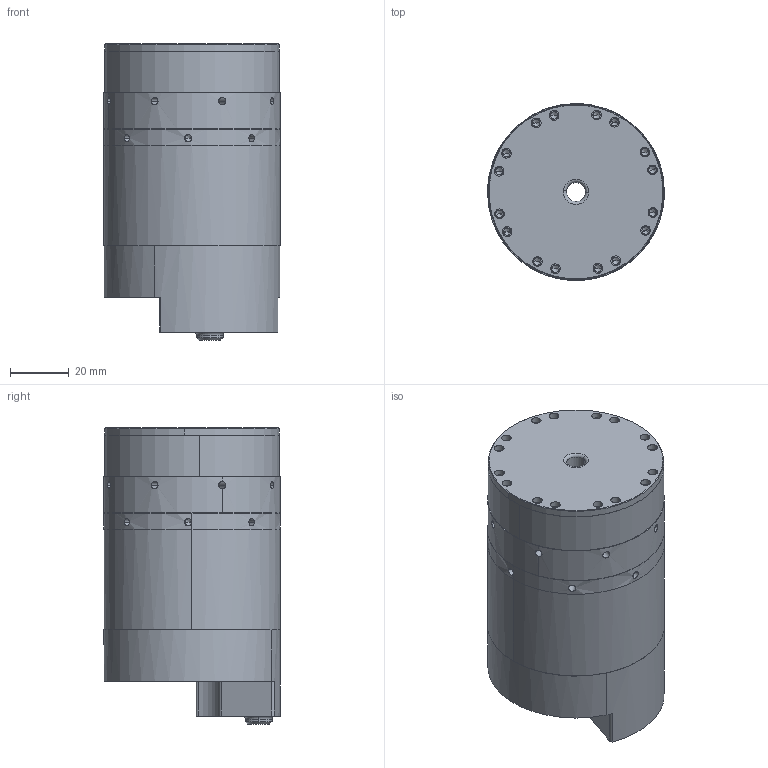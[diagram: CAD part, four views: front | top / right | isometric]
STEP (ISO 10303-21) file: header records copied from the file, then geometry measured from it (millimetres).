
FILE_DESCRIPTION (( 'STEP AP214' ), '1' );
FILE_NAME ('薯撻壽誹30-20260206.STEP', '2026-02-06T12:20:56', ( '' ), ( '' ), 'SwSTEP 2.0', 'SolidWorks 2024', '' );
FILE_SCHEMA (( 'AUTOMOTIVE_DESIGN' ));
Length unit declared in the file: millimetre
Products named in the file (1): 力矩关节30-20260206
Bounding box: 60 x 60 x 100.5 mm (x, y, z)
Volume: 246491.1 mm3; surface area: 34162.3 mm2
Topology: 2 solids, 2 shells, 222 faces, 520 edges, 290 vertices
Faces by surface type: cylinder 121, cone 68, plane 29, torus 4
Entity records: 6406 total; most frequent: CARTESIAN_POINT 1515, DIRECTION 1092, ORIENTED_EDGE 912, EDGE_CURVE 456, AXIS2_PLACEMENT_3D 447, VERTEX_POINT 290, EDGE_LOOP 278, CIRCLE 224
